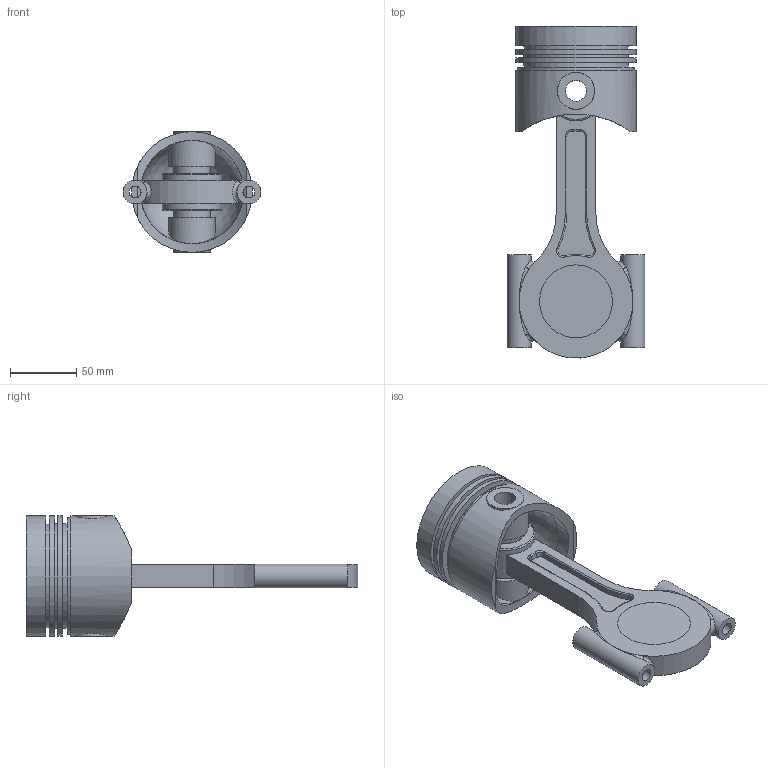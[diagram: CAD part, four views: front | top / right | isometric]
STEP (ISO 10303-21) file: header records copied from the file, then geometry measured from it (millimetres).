
FILE_DESCRIPTION(/* description */ (''),/* implementation_level */ '2;1');
FILE_NAME(/* name */ 'Сборка1.stp',/* time_stamp */ '2021-06-06T01:08:45+03:00',/* author */ ('panda'),/* organization */ (''),/* preprocessor_version */ 'ST-DEVELOPER v18.1',/* originating_system */ 'Autodesk Inventor 2021',/* authorisation */ '');
FILE_SCHEMA (('AUTOMOTIVE_DESIGN { 1 0 10303 214 3 1 1 }'));
Length unit declared in the file: millimetre
Products named in the file (5): Сборка1; connecting_rod; pin; Бублик; piston
Assembly tree (4 placements, depth 2):
  Сборка1
    connecting_rod
    pin
    Бублик
    piston
Bounding box: 104 x 250.84 x 91.1 mm (x, y, z)
Volume: 471450.3 mm3; surface area: 120354.5 mm2
Topology: 4 solids, 4 shells, 120 faces, 304 edges, 195 vertices
Faces by surface type: cylinder 51, plane 33, torus 22, bspline 12, sphere 1, cone 1
Full cylindrical faces by diameter (mm): 9 x2, 16 x1, 18 x2, 28 x4, 45 x1, 55 x2, 65.1 x1, 78.1 x1, 79.1 x2, 88.1 x1, 91.1 x4
Entity records: 5316 total; most frequent: CARTESIAN_POINT 2162, DIRECTION 694, ORIENTED_EDGE 588, AXIS2_PLACEMENT_3D 313, EDGE_CURVE 294, CIRCLE 196, VERTEX_POINT 195, EDGE_LOOP 147
